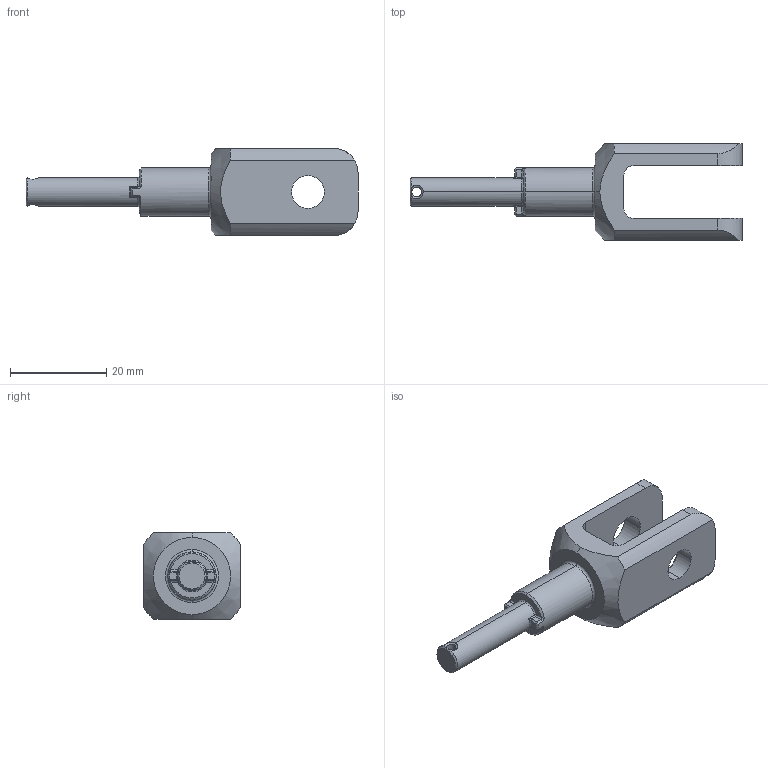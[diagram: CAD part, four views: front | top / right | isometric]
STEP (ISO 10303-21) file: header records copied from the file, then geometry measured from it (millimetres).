
FILE_DESCRIPTION (( 'STEP AP203' ), '1' );
FILE_NAME ('TA00-12-00-0007褐灉萱欯粣 B.step', '2025-06-04T07:58:38', ( '' ), ( 'HP' ), 'SwSTEP 2.0', 'SolidWorks 2023', '' );
FILE_SCHEMA (( 'CONFIG_CONTROL_DESIGN' ));
Length unit declared in the file: millimetre
Products named in the file (1): TA00-12-00-0007脚踝俯仰轴 B
Bounding box: 68.9 x 20 x 18 mm (x, y, z)
Volume: 7014 mm3; surface area: 3948.7 mm2
Topology: 1 solids, 1 shells, 97 faces, 240 edges, 138 vertices
Faces by surface type: plane 31, cylinder 28, bspline 16, cone 11, torus 7, sphere 4
Entity records: 6576 total; most frequent: CARTESIAN_POINT 4384, ORIENTED_EDGE 468, DIRECTION 397, EDGE_CURVE 234, AXIS2_PLACEMENT_3D 155, VERTEX_POINT 138, EDGE_LOOP 102, ADVANCED_FACE 97
